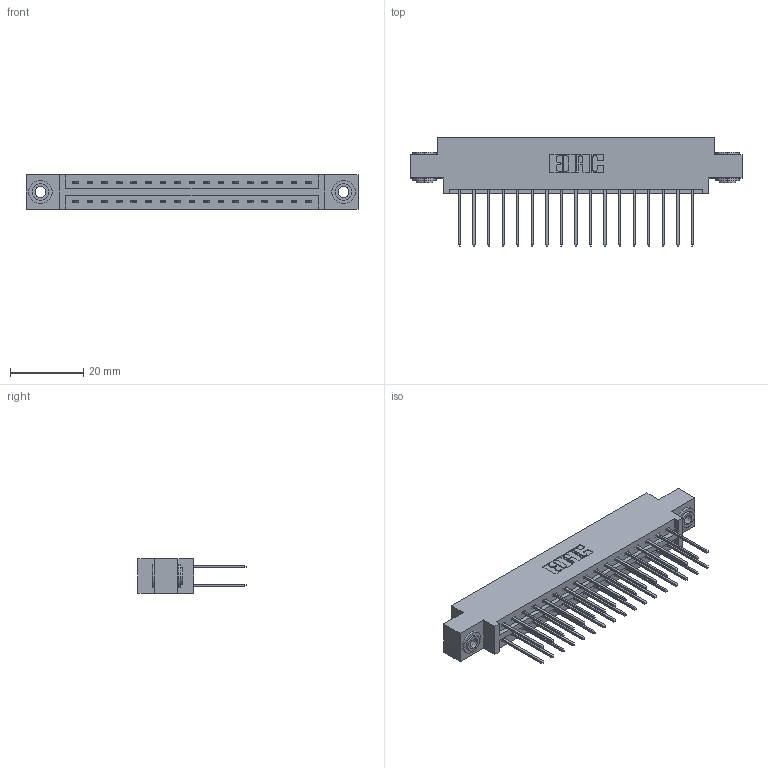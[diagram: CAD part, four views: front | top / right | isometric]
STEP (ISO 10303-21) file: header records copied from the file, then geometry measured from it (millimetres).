
FILE_DESCRIPTION (( 'STEP AP203' ), '1' );
FILE_NAME ('337-034-540-803.STEP', '2019-10-11T01:51:44', ( '' ), ( '' ), 'SwSTEP 2.0', 'SolidWorks 2016', '' );
FILE_SCHEMA (( 'CONFIG_CONTROL_DESIGN' ));
Length unit declared in the file: inch
Products named in the file (4): 337 Part_0.170 Offset - 0.156 Dia-TH; 337-034-540-803; 345-250-002_345-250-002-102; 345-292-001_345-293-140
Assembly tree (37 placements, depth 2):
  337-034-540-803
    337 Part_0.170 Offset - 0.156 Dia-TH
    345-292-001_345-293-140  x34
    345-250-002_345-250-002-102  x2
Bounding box: 90.37 x 29.47 x 9.4 mm (x, y, z)
Volume: 9222.3 mm3; surface area: 11152.3 mm2
Topology: 37 solids, 37 shells, 1992 faces, 5873 edges, 3866 vertices
Faces by surface type: plane 1376, cylinder 608, cone 8
Entity records: 17214 total; most frequent: CARTESIAN_POINT 2897, ORIENTED_EDGE 2826, DIRECTION 2543, EDGE_CURVE 1413, LINE 1261, VECTOR 1261, VERTEX_POINT 938, AXIS2_PLACEMENT_3D 641
